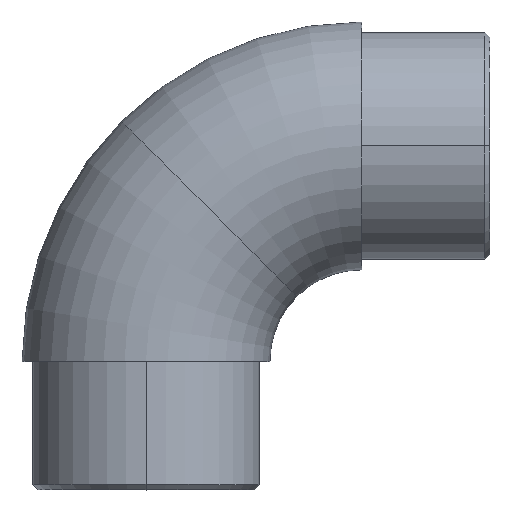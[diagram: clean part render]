
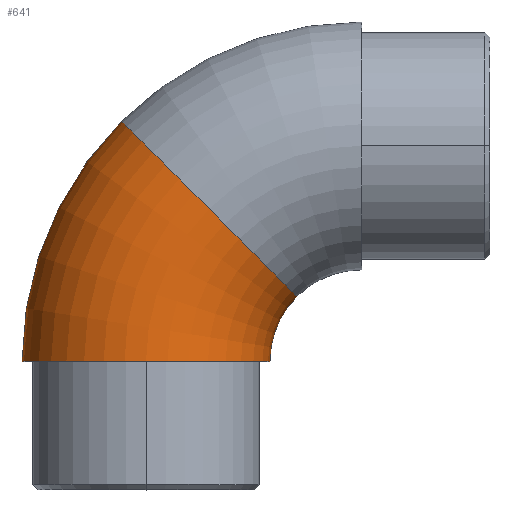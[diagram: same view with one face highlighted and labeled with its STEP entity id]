
A CAD part, top view. The second image highlights one B-rep face of the part: STEP entity #641.
In plain terms, the highlighted toroidal (fillet/blend) face has major radius 42.007 mm and minor radius 24.15 mm.
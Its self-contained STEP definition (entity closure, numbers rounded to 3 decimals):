
#142 = DIRECTION ( 'NONE',  ( 0., 0., 1. ) ) ;
#320 = DIRECTION ( 'NONE',  ( 1., 0., 0. ) ) ;
#358 = VERTEX_POINT ( 'NONE', #1786 ) ;
#380 = AXIS2_PLACEMENT_3D ( 'NONE', #1238, #1901, #2107 ) ;
#423 = ORIENTED_EDGE ( 'NONE', *, *, #558, .T. ) ;
#428 = AXIS2_PLACEMENT_3D ( 'NONE', #1366, #1807, #320 ) ;
#558 = EDGE_CURVE ( 'NONE', #358, #1525, #739, .T. ) ;
#560 = VERTEX_POINT ( 'NONE', #2011 ) ;
#599 = DIRECTION ( 'NONE',  ( 1., 0., 0. ) ) ;
#605 = CIRCLE ( 'NONE', #380, 24.15 ) ;
#641 = ADVANCED_FACE ( 'NONE', ( #1379 ), #917, .T. ) ;
#739 = CIRCLE ( 'NONE', #1359, 17.857 ) ;
#744 = AXIS2_PLACEMENT_3D ( 'NONE', #1392, #2281, #599 ) ;
#746 = EDGE_CURVE ( 'NONE', #358, #2356, #605, .T. ) ;
#763 = CARTESIAN_POINT ( 'NONE',  ( -37.627, -29.38, 0. ) ) ;
#820 = DIRECTION ( 'NONE',  ( 0., 0., -1. ) ) ;
#856 = ORIENTED_EDGE ( 'NONE', *, *, #746, .F. ) ;
#917 = TOROIDAL_SURFACE ( 'NONE', #428, 42.007, 24.15 ) ;
#1013 = ORIENTED_EDGE ( 'NONE', *, *, #1212, .T. ) ;
#1101 = CIRCLE ( 'NONE', #744, 66.157 ) ;
#1195 = EDGE_LOOP ( 'NONE', ( #2535, #856, #423, #1013 ) ) ;
#1212 = EDGE_CURVE ( 'NONE', #1525, #560, #2763, .T. ) ;
#1238 = CARTESIAN_POINT ( 'NONE',  ( -25., 0., 0. ) ) ;
#1359 = AXIS2_PLACEMENT_3D ( 'NONE', #2219, #142, #2695 ) ;
#1366 = CARTESIAN_POINT ( 'NONE',  ( -25., -42.007, 0. ) ) ;
#1379 = FACE_OUTER_BOUND ( 'NONE', #1195, .T. ) ;
#1392 = CARTESIAN_POINT ( 'NONE',  ( -25., -42.007, 0. ) ) ;
#1441 = CARTESIAN_POINT ( 'NONE',  ( -54.703, -12.304, 0. ) ) ;
#1525 = VERTEX_POINT ( 'NONE', #763 ) ;
#1786 = CARTESIAN_POINT ( 'NONE',  ( -25., -24.15, 0. ) ) ;
#1807 = DIRECTION ( 'NONE',  ( 0., 0., 1. ) ) ;
#1901 = DIRECTION ( 'NONE',  ( 1., 0., 0. ) ) ;
#2011 = CARTESIAN_POINT ( 'NONE',  ( -71.78, 4.773, 0. ) ) ;
#2107 = DIRECTION ( 'NONE',  ( 0., 0., -1. ) ) ;
#2219 = CARTESIAN_POINT ( 'NONE',  ( -25., -42.007, 0. ) ) ;
#2281 = DIRECTION ( 'NONE',  ( 0., 0., 1. ) ) ;
#2344 = EDGE_CURVE ( 'NONE', #2356, #560, #1101, .T. ) ;
#2356 = VERTEX_POINT ( 'NONE', #2485 ) ;
#2485 = CARTESIAN_POINT ( 'NONE',  ( -25., 24.15, 0. ) ) ;
#2535 = ORIENTED_EDGE ( 'NONE', *, *, #2344, .F. ) ;
#2631 = AXIS2_PLACEMENT_3D ( 'NONE', #1441, #2745, #820 ) ;
#2695 = DIRECTION ( 'NONE',  ( 1., 0., 0. ) ) ;
#2745 = DIRECTION ( 'NONE',  ( 0.707, 0.707, 0. ) ) ;
#2763 = CIRCLE ( 'NONE', #2631, 24.15 ) ;
